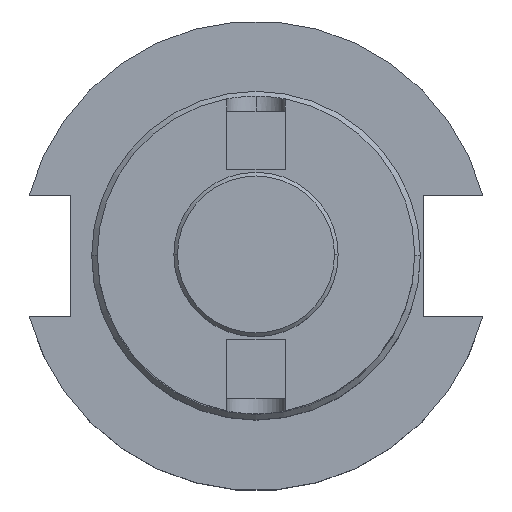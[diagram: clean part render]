
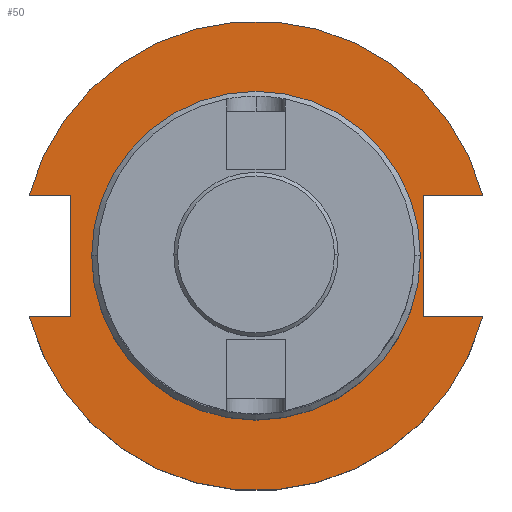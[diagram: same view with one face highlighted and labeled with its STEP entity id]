
A CAD part, top view. The second image highlights one B-rep face of the part: STEP entity #50.
In plain terms, the highlighted planar face has unit normal (0, 0, 1).
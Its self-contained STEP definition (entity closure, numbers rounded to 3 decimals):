
#50 = ADVANCED_FACE ( 'NONE', ( #2338, #1125 ), #1845, .F. ) ;
#64 = CIRCLE ( 'NONE', #1716, 31.75 ) ;
#79 = CARTESIAN_POINT ( 'NONE',  ( 0., 0., 19.05 ) ) ;
#91 = VERTEX_POINT ( 'NONE', #2033 ) ;
#99 = EDGE_CURVE ( 'NONE', #2206, #243, #1610, .T. ) ;
#174 = CARTESIAN_POINT ( 'NONE',  ( -25.091, 8.191, 19.05 ) ) ;
#243 = VERTEX_POINT ( 'NONE', #394 ) ;
#263 = CARTESIAN_POINT ( 'NONE',  ( -30.675, -8.191, 19.05 ) ) ;
#289 = CARTESIAN_POINT ( 'NONE',  ( 0., 0., 19.05 ) ) ;
#298 = ORIENTED_EDGE ( 'NONE', *, *, #1653, .F. ) ;
#351 = AXIS2_PLACEMENT_3D ( 'NONE', #2018, #1112, #923 ) ;
#386 = VECTOR ( 'NONE', #1179, 1000. ) ;
#394 = CARTESIAN_POINT ( 'NONE',  ( 30.675, -8.191, 19.05 ) ) ;
#405 = CARTESIAN_POINT ( 'NONE',  ( 0., -8.191, 19.05 ) ) ;
#427 = EDGE_CURVE ( 'NONE', #2206, #2122, #797, .T. ) ;
#448 = CIRCLE ( 'NONE', #985, 22.225 ) ;
#460 = EDGE_CURVE ( 'NONE', #1241, #2314, #64, .T. ) ;
#467 = VECTOR ( 'NONE', #1675, 1000. ) ;
#469 = ORIENTED_EDGE ( 'NONE', *, *, #460, .T. ) ;
#501 = ORIENTED_EDGE ( 'NONE', *, *, #574, .F. ) ;
#503 = EDGE_LOOP ( 'NONE', ( #1732, #1763, #997, #1285, #1343, #298, #469, #2198 ) ) ;
#564 = LINE ( 'NONE', #174, #1674 ) ;
#574 = EDGE_CURVE ( 'NONE', #1804, #627, #448, .T. ) ;
#627 = VERTEX_POINT ( 'NONE', #1325 ) ;
#629 = CARTESIAN_POINT ( 'NONE',  ( 0., 8.191, 19.05 ) ) ;
#639 = LINE ( 'NONE', #702, #1956 ) ;
#702 = CARTESIAN_POINT ( 'NONE',  ( -61.091, 8.191, 19.05 ) ) ;
#732 = CARTESIAN_POINT ( 'NONE',  ( 22.606, 8.191, 19.05 ) ) ;
#784 = DIRECTION ( 'NONE',  ( 1., 0., 0. ) ) ;
#797 = LINE ( 'NONE', #1363, #386 ) ;
#860 = CARTESIAN_POINT ( 'NONE',  ( -25.091, -8.191, 19.05 ) ) ;
#912 = CARTESIAN_POINT ( 'NONE',  ( -61.091, -8.191, 19.05 ) ) ;
#923 = DIRECTION ( 'NONE',  ( -1., 0., 0. ) ) ;
#929 = CARTESIAN_POINT ( 'NONE',  ( -30.675, 8.191, 19.05 ) ) ;
#985 = AXIS2_PLACEMENT_3D ( 'NONE', #1632, #1821, #2200 ) ;
#997 = ORIENTED_EDGE ( 'NONE', *, *, #1810, .T. ) ;
#1001 = VECTOR ( 'NONE', #1195, 1000. ) ;
#1056 = CARTESIAN_POINT ( 'NONE',  ( 30.675, 8.191, 19.05 ) ) ;
#1082 = CIRCLE ( 'NONE', #1461, 31.75 ) ;
#1112 = DIRECTION ( 'NONE',  ( 0., 0., -1. ) ) ;
#1125 = FACE_OUTER_BOUND ( 'NONE', #503, .T. ) ;
#1150 = AXIS2_PLACEMENT_3D ( 'NONE', #1222, #2138, #1900 ) ;
#1179 = DIRECTION ( 'NONE',  ( 0., 1., 0. ) ) ;
#1195 = DIRECTION ( 'NONE',  ( -1., 0., 0. ) ) ;
#1222 = CARTESIAN_POINT ( 'NONE',  ( 0., 0., 19.05 ) ) ;
#1241 = VERTEX_POINT ( 'NONE', #1056 ) ;
#1285 = ORIENTED_EDGE ( 'NONE', *, *, #99, .F. ) ;
#1325 = CARTESIAN_POINT ( 'NONE',  ( -22.225, 0., 19.05 ) ) ;
#1343 = ORIENTED_EDGE ( 'NONE', *, *, #427, .T. ) ;
#1363 = CARTESIAN_POINT ( 'NONE',  ( 22.606, 22.225, 19.05 ) ) ;
#1406 = CIRCLE ( 'NONE', #1150, 22.225 ) ;
#1445 = ORIENTED_EDGE ( 'NONE', *, *, #1698, .F. ) ;
#1453 = VECTOR ( 'NONE', #2184, 1000. ) ;
#1461 = AXIS2_PLACEMENT_3D ( 'NONE', #79, #1712, #2260 ) ;
#1485 = LINE ( 'NONE', #629, #1001 ) ;
#1568 = VERTEX_POINT ( 'NONE', #860 ) ;
#1569 = DIRECTION ( 'NONE',  ( 0., 0., 1. ) ) ;
#1604 = EDGE_CURVE ( 'NONE', #2314, #91, #639, .T. ) ;
#1610 = LINE ( 'NONE', #405, #467 ) ;
#1632 = CARTESIAN_POINT ( 'NONE',  ( 0., 0., 19.05 ) ) ;
#1653 = EDGE_CURVE ( 'NONE', #1241, #2122, #1485, .T. ) ;
#1661 = VERTEX_POINT ( 'NONE', #263 ) ;
#1674 = VECTOR ( 'NONE', #2209, 1000. ) ;
#1675 = DIRECTION ( 'NONE',  ( 1., 0., 0. ) ) ;
#1698 = EDGE_CURVE ( 'NONE', #627, #1804, #1406, .T. ) ;
#1712 = DIRECTION ( 'NONE',  ( 0., 0., 1. ) ) ;
#1716 = AXIS2_PLACEMENT_3D ( 'NONE', #289, #1569, #1967 ) ;
#1732 = ORIENTED_EDGE ( 'NONE', *, *, #2076, .T. ) ;
#1763 = ORIENTED_EDGE ( 'NONE', *, *, #2127, .F. ) ;
#1804 = VERTEX_POINT ( 'NONE', #1890 ) ;
#1810 = EDGE_CURVE ( 'NONE', #1661, #243, #1082, .T. ) ;
#1821 = DIRECTION ( 'NONE',  ( 0., 0., 1. ) ) ;
#1845 = PLANE ( 'NONE',  #351 ) ;
#1890 = CARTESIAN_POINT ( 'NONE',  ( 22.225, 0., 19.05 ) ) ;
#1898 = LINE ( 'NONE', #912, #1453 ) ;
#1900 = DIRECTION ( 'NONE',  ( 1., 0., 0. ) ) ;
#1956 = VECTOR ( 'NONE', #784, 1000. ) ;
#1967 = DIRECTION ( 'NONE',  ( 1., 0., 0. ) ) ;
#2018 = CARTESIAN_POINT ( 'NONE',  ( 0., 22.225, 19.05 ) ) ;
#2022 = CARTESIAN_POINT ( 'NONE',  ( 22.606, -8.191, 19.05 ) ) ;
#2033 = CARTESIAN_POINT ( 'NONE',  ( -25.091, 8.191, 19.05 ) ) ;
#2076 = EDGE_CURVE ( 'NONE', #91, #1568, #564, .T. ) ;
#2122 = VERTEX_POINT ( 'NONE', #732 ) ;
#2127 = EDGE_CURVE ( 'NONE', #1661, #1568, #1898, .T. ) ;
#2138 = DIRECTION ( 'NONE',  ( 0., 0., 1. ) ) ;
#2184 = DIRECTION ( 'NONE',  ( 1., 0., 0. ) ) ;
#2198 = ORIENTED_EDGE ( 'NONE', *, *, #1604, .T. ) ;
#2200 = DIRECTION ( 'NONE',  ( 1., 0., 0. ) ) ;
#2205 = EDGE_LOOP ( 'NONE', ( #501, #1445 ) ) ;
#2206 = VERTEX_POINT ( 'NONE', #2022 ) ;
#2209 = DIRECTION ( 'NONE',  ( 0., -1., 0. ) ) ;
#2260 = DIRECTION ( 'NONE',  ( 1., 0., 0. ) ) ;
#2314 = VERTEX_POINT ( 'NONE', #929 ) ;
#2338 = FACE_BOUND ( 'NONE', #2205, .T. ) ;
